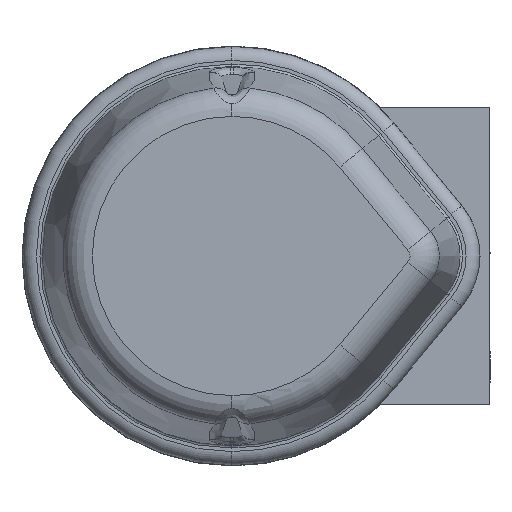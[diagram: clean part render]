
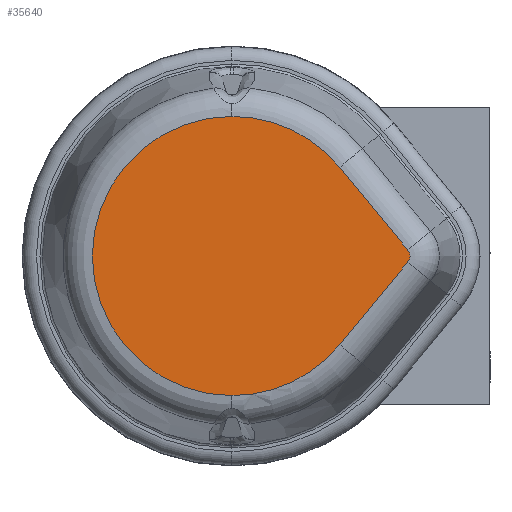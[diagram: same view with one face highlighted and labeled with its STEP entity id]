
A CAD part, front view. The second image highlights one B-rep face of the part: STEP entity #35640.
In plain terms, the highlighted planar face has unit normal (0, -1, 0).
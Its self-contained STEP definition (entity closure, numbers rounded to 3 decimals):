
#291 = ORIENTED_EDGE ( 'NONE', *, *, #79185, .T. ) ;
#4557 = ORIENTED_EDGE ( 'NONE', *, *, #36913, .T. ) ;
#5524 = DIRECTION ( 'NONE',  ( 0., -1., 0. ) ) ;
#7184 = CARTESIAN_POINT ( 'NONE',  ( 21.72, -36.5, -17.879 ) ) ;
#8069 = DIRECTION ( 'NONE',  ( 0., -1., 0. ) ) ;
#8707 = VERTEX_POINT ( 'NONE', #75277 ) ;
#8831 = VERTEX_POINT ( 'NONE', #51376 ) ;
#12284 = CARTESIAN_POINT ( 'NONE',  ( 0., -36.5, -28.132 ) ) ;
#12846 = LINE ( 'NONE', #68309, #64235 ) ;
#17832 = CARTESIAN_POINT ( 'NONE',  ( 0., -36.5, 0. ) ) ;
#17857 = FACE_OUTER_BOUND ( 'NONE', #26845, .T. ) ;
#24313 = DIRECTION ( 'NONE',  ( 0., 0., 1. ) ) ;
#25112 = ORIENTED_EDGE ( 'NONE', *, *, #57116, .T. ) ;
#25301 = DIRECTION ( 'NONE',  ( 0., -1., 0. ) ) ;
#26756 = AXIS2_PLACEMENT_3D ( 'NONE', #17832, #62901, #24313 ) ;
#26845 = EDGE_LOOP ( 'NONE', ( #25112, #71398, #4557, #41870, #69819, #291 ) ) ;
#32395 = CIRCLE ( 'NONE', #69980, 1.882 ) ;
#34647 = AXIS2_PLACEMENT_3D ( 'NONE', #63916, #25301, #70373 ) ;
#34665 = CARTESIAN_POINT ( 'NONE',  ( 35.453, -36.5, -1.196 ) ) ;
#34694 = EDGE_CURVE ( 'NONE', #44570, #37915, #68515, .T. ) ;
#35633 = CARTESIAN_POINT ( 'NONE',  ( 34., -36.5, 0. ) ) ;
#35640 = ADVANCED_FACE ( 'NONE', ( #17857 ), #65548, .T. ) ;
#36794 = EDGE_CURVE ( 'NONE', #8707, #8831, #12846, .T. ) ;
#36913 = EDGE_CURVE ( 'NONE', #8831, #71303, #76262, .T. ) ;
#37915 = VERTEX_POINT ( 'NONE', #7184 ) ;
#41108 = DIRECTION ( 'NONE',  ( 0.636, 0., 0.772 ) ) ;
#41870 = ORIENTED_EDGE ( 'NONE', *, *, #44160, .T. ) ;
#42075 = DIRECTION ( 'NONE',  ( 0., 0., 1. ) ) ;
#43490 = LINE ( 'NONE', #34665, #58579 ) ;
#44091 = CARTESIAN_POINT ( 'NONE',  ( 0., -36.5, 0. ) ) ;
#44160 = EDGE_CURVE ( 'NONE', #71303, #44570, #66983, .T. ) ;
#44570 = VERTEX_POINT ( 'NONE', #12284 ) ;
#46730 = CARTESIAN_POINT ( 'NONE',  ( 34., -36.5, 0. ) ) ;
#47395 = AXIS2_PLACEMENT_3D ( 'NONE', #46730, #8069, #53176 ) ;
#49728 = VERTEX_POINT ( 'NONE', #74854 ) ;
#50603 = DIRECTION ( 'NONE',  ( 0., 0., 1. ) ) ;
#51376 = CARTESIAN_POINT ( 'NONE',  ( 21.72, -36.5, 17.879 ) ) ;
#53176 = DIRECTION ( 'NONE',  ( 0., 0., 1. ) ) ;
#57116 = EDGE_CURVE ( 'NONE', #49728, #8707, #32395, .T. ) ;
#58579 = VECTOR ( 'NONE', #41108, 1000. ) ;
#62901 = DIRECTION ( 'NONE',  ( 0., -1., 0. ) ) ;
#63916 = CARTESIAN_POINT ( 'NONE',  ( 0., -36.5, 0. ) ) ;
#64235 = VECTOR ( 'NONE', #74796, 1000. ) ;
#64284 = CARTESIAN_POINT ( 'NONE',  ( 0., -36.5, 28.132 ) ) ;
#65548 = PLANE ( 'NONE',  #47395 ) ;
#66983 = CIRCLE ( 'NONE', #34647, 28.132 ) ;
#68309 = CARTESIAN_POINT ( 'NONE',  ( 21.72, -36.5, 17.879 ) ) ;
#68515 = CIRCLE ( 'NONE', #26756, 28.132 ) ;
#69819 = ORIENTED_EDGE ( 'NONE', *, *, #34694, .T. ) ;
#69980 = AXIS2_PLACEMENT_3D ( 'NONE', #35633, #80642, #42075 ) ;
#70373 = DIRECTION ( 'NONE',  ( 0., 0., 1. ) ) ;
#71303 = VERTEX_POINT ( 'NONE', #64284 ) ;
#71398 = ORIENTED_EDGE ( 'NONE', *, *, #36794, .T. ) ;
#74796 = DIRECTION ( 'NONE',  ( -0.636, 0., 0.772 ) ) ;
#74854 = CARTESIAN_POINT ( 'NONE',  ( 35.453, -36.5, -1.196 ) ) ;
#75277 = CARTESIAN_POINT ( 'NONE',  ( 35.453, -36.5, 1.196 ) ) ;
#76262 = CIRCLE ( 'NONE', #77697, 28.132 ) ;
#77697 = AXIS2_PLACEMENT_3D ( 'NONE', #44091, #5524, #50603 ) ;
#79185 = EDGE_CURVE ( 'NONE', #37915, #49728, #43490, .T. ) ;
#80642 = DIRECTION ( 'NONE',  ( 0., -1., 0. ) ) ;
